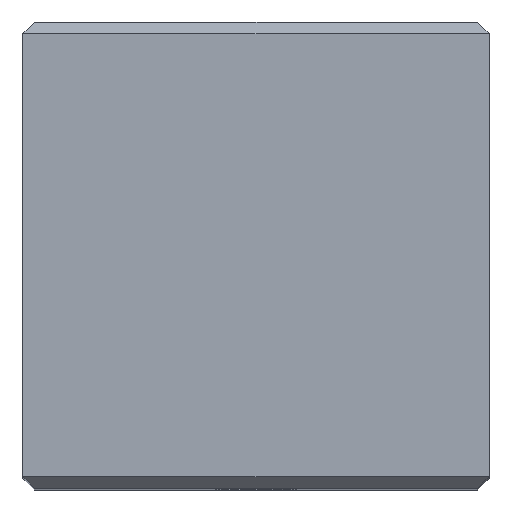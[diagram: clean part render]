
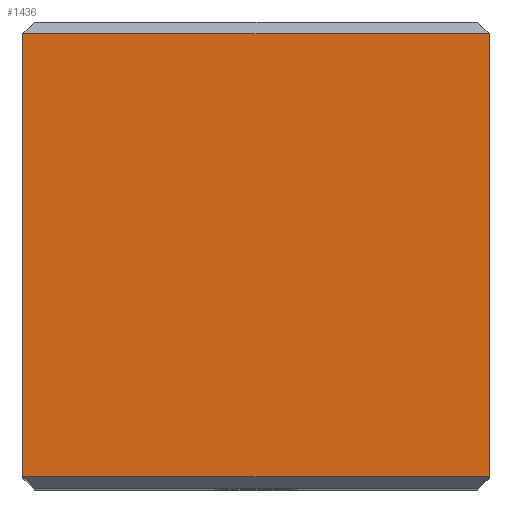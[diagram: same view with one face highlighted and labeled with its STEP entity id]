
A CAD part, top view. The second image highlights one B-rep face of the part: STEP entity #1436.
In plain terms, the highlighted planar face has unit normal (0, 0, 1).
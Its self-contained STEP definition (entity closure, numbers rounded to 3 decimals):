
#1096 = CARTESIAN_POINT ( 'NONE',  ( 30., 0.75, 65.6 ) ) ;
#1100 = CARTESIAN_POINT ( 'NONE',  ( 0., 0.75, 65.6 ) ) ;
#1103 = CARTESIAN_POINT ( 'NONE',  ( 0., 29.25, 65.6 ) ) ;
#1108 = CARTESIAN_POINT ( 'NONE',  ( 30., 29.25, 65.6 ) ) ;
#1436 = ADVANCED_FACE ( 'NONE', ( #2788 ), #2803, .F. ) ;
#1730 = EDGE_CURVE ( 'NONE', #9163, #9156, #2081, .T. ) ;
#1754 = EDGE_CURVE ( 'NONE', #9198, #9189, #2107, .T. ) ;
#1795 = EDGE_CURVE ( 'NONE', #9189, #9156, #2246, .T. ) ;
#1798 = EDGE_CURVE ( 'NONE', #9163, #9198, #2247, .T. ) ;
#2060 = CARTESIAN_POINT ( 'NONE',  ( 0., 29.25, 65.6 ) ) ;
#2062 = DIRECTION ( 'NONE',  ( 1., 0., 0. ) ) ;
#2081 = LINE ( 'NONE', #2060, #8726 ) ;
#2107 = LINE ( 'NONE', #2140, #7708 ) ;
#2140 = CARTESIAN_POINT ( 'NONE',  ( 0., 0.75, 65.6 ) ) ;
#2167 = DIRECTION ( 'NONE',  ( 1., 0., 0. ) ) ;
#2246 = LINE ( 'NONE', #2278, #7796 ) ;
#2247 = LINE ( 'NONE', #2281, #7762 ) ;
#2278 = CARTESIAN_POINT ( 'NONE',  ( 30., 30., 65.6 ) ) ;
#2280 = DIRECTION ( 'NONE',  ( 0., 1., 0. ) ) ;
#2281 = CARTESIAN_POINT ( 'NONE',  ( 0., 30., 65.6 ) ) ;
#2283 = DIRECTION ( 'NONE',  ( 0., -1., 0. ) ) ;
#2772 = CARTESIAN_POINT ( 'NONE',  ( 0., 30., 65.6 ) ) ;
#2786 = DIRECTION ( 'NONE',  ( -1., 0., 0. ) ) ;
#2788 = FACE_OUTER_BOUND ( 'NONE', #4358, .T. ) ;
#2794 = DIRECTION ( 'NONE',  ( 0., 0., -1. ) ) ;
#2803 = PLANE ( 'NONE',  #6750 ) ;
#4358 = EDGE_LOOP ( 'NONE', ( #5496, #5536, #5445, #5510 ) ) ;
#5445 = ORIENTED_EDGE ( 'NONE', *, *, #1730, .F. ) ;
#5496 = ORIENTED_EDGE ( 'NONE', *, *, #1754, .T. ) ;
#5510 = ORIENTED_EDGE ( 'NONE', *, *, #1798, .T. ) ;
#5536 = ORIENTED_EDGE ( 'NONE', *, *, #1795, .T. ) ;
#6750 = AXIS2_PLACEMENT_3D ( 'NONE', #2772, #2794, #2786 ) ;
#7708 = VECTOR ( 'NONE', #2167, 1000. ) ;
#7762 = VECTOR ( 'NONE', #2283, 1000. ) ;
#7796 = VECTOR ( 'NONE', #2280, 1000. ) ;
#8726 = VECTOR ( 'NONE', #2062, 1000. ) ;
#9156 = VERTEX_POINT ( 'NONE', #1108 ) ;
#9163 = VERTEX_POINT ( 'NONE', #1103 ) ;
#9189 = VERTEX_POINT ( 'NONE', #1096 ) ;
#9198 = VERTEX_POINT ( 'NONE', #1100 ) ;
